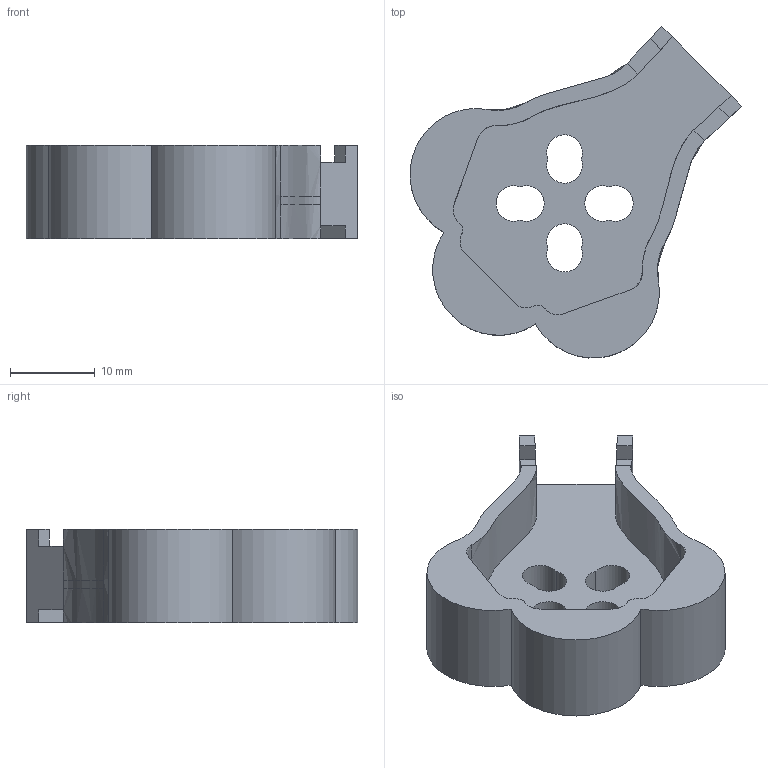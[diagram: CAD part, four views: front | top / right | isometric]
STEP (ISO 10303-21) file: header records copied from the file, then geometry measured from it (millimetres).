
FILE_DESCRIPTION(/* description */ (''),/* implementation_level */ '2;1');
FILE_NAME(/* name */ 'foot_basic.step',/* time_stamp */ '2025-07-17T19:00:19-07:00',/* author */ (''),/* organization */ (''),/* preprocessor_version */ 'ST-DEVELOPER v20.1',/* originating_system */ 'Autodesk Translation Framework v14.10.0.0',/* authorisation */ '');
FILE_SCHEMA (('AUTOMOTIVE_DESIGN { 1 0 10303 214 3 1 1 }'));
Length unit declared in the file: millimetre
Products named in the file (1): Arm Guard
Bounding box: 39.18 x 39.18 x 11 mm (x, y, z)
Volume: 4853.6 mm3; surface area: 4220.2 mm2
Topology: 1 solids, 1 shells, 62 faces, 174 edges, 114 vertices
Faces by surface type: plane 26, cylinder 20, bspline 16
Entity records: 2391 total; most frequent: CARTESIAN_POINT 827, ORIENTED_EDGE 348, DIRECTION 278, EDGE_CURVE 174, VERTEX_POINT 114, LINE 96, VECTOR 96, AXIS2_PLACEMENT_3D 91
